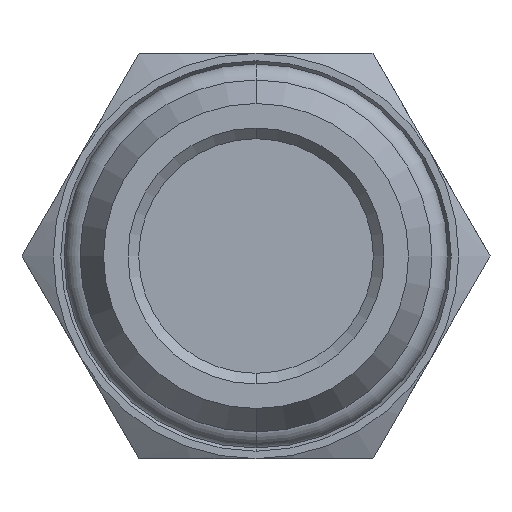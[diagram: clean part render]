
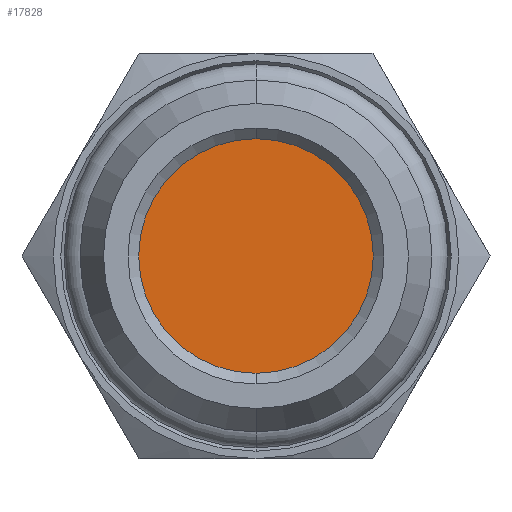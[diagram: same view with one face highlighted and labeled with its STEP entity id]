
A CAD part, front view. The second image highlights one B-rep face of the part: STEP entity #17828.
In plain terms, the highlighted planar face has unit normal (0, -1, 0).
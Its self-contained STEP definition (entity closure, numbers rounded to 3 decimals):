
#637 = CARTESIAN_POINT ( 'NONE',  ( 0., 1.148, -5.5 ) ) ;
#640 = CARTESIAN_POINT ( 'NONE',  ( 0., 1.148, 5.5 ) ) ;
#981 = CARTESIAN_POINT ( 'NONE',  ( 0., 1.148, 0. ) ) ;
#982 = DIRECTION ( 'NONE',  ( 0., 1., 0. ) ) ;
#983 = DIRECTION ( 'NONE',  ( 1., 0., 0. ) ) ;
#4095 = PLANE ( 'NONE',  #9771 ) ;
#4103 = CARTESIAN_POINT ( 'NONE',  ( 0., 1.148, 0. ) ) ;
#4104 = DIRECTION ( 'NONE',  ( 0., -1., 0. ) ) ;
#4105 = DIRECTION ( 'NONE',  ( 1., 0., 0. ) ) ;
#6672 = CIRCLE ( 'NONE', #12024, 5.5 ) ;
#9771 = AXIS2_PLACEMENT_3D ( 'NONE', #4103, #4104, #4105 ) ;
#12024 = AXIS2_PLACEMENT_3D ( 'NONE', #981, #982, #983 ) ;
#12504 = CIRCLE ( 'NONE', #20318, 5.5 ) ;
#15568 = FACE_OUTER_BOUND ( 'NONE', #18334, .T. ) ;
#16226 = CARTESIAN_POINT ( 'NONE',  ( 0., 1.148, 0. ) ) ;
#16227 = DIRECTION ( 'NONE',  ( 0., 1., 0. ) ) ;
#16228 = DIRECTION ( 'NONE',  ( 1., 0., 0. ) ) ;
#17002 = EDGE_CURVE ( 'NONE', #17998, #18001, #12504, .T. ) ;
#17828 = ADVANCED_FACE ( 'NONE', ( #15568 ), #4095, .T. ) ;
#17942 = ORIENTED_EDGE ( 'NONE', *, *, #17002, .F. ) ;
#17943 = ORIENTED_EDGE ( 'NONE', *, *, #19954, .F. ) ;
#17998 = VERTEX_POINT ( 'NONE', #637 ) ;
#18001 = VERTEX_POINT ( 'NONE', #640 ) ;
#18334 = EDGE_LOOP ( 'NONE', ( #17942, #17943 ) ) ;
#19954 = EDGE_CURVE ( 'NONE', #18001, #17998, #6672, .T. ) ;
#20318 = AXIS2_PLACEMENT_3D ( 'NONE', #16226, #16227, #16228 ) ;
